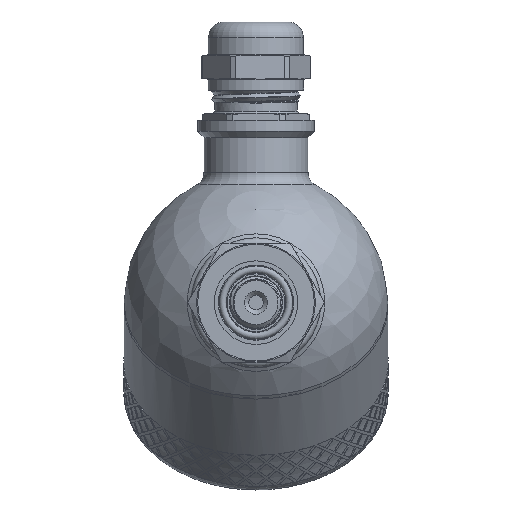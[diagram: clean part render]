
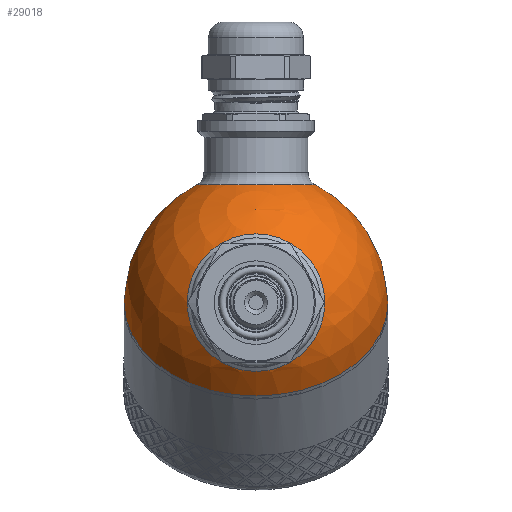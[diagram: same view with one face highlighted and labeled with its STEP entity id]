
A CAD part, left-side view. The second image highlights one B-rep face of the part: STEP entity #29018.
In plain terms, the highlighted spherical face has radius 30 mm.
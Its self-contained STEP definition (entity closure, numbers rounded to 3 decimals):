
#145=SPHERICAL_SURFACE('',#30837,30.);
#1226=FACE_BOUND('',#4243,.T.);
#1227=FACE_BOUND('',#4244,.T.);
#2385=FACE_OUTER_BOUND('',#4242,.T.);
#4242=EDGE_LOOP('',(#20975,#20976,#20977,#20978));
#4243=EDGE_LOOP('',(#20979));
#4244=EDGE_LOOP('',(#20980));
#5993=CIRCLE('',#30760,30.);
#5994=CIRCLE('',#30761,30.);
#6021=CIRCLE('',#30833,13.5);
#6024=CIRCLE('',#30838,30.);
#6025=CIRCLE('',#30839,15.643);
#11440=VERTEX_POINT('',#38761);
#11441=VERTEX_POINT('',#38763);
#11968=VERTEX_POINT('',#45527);
#11970=VERTEX_POINT('',#45534);
#11971=VERTEX_POINT('',#45536);
#14564=EDGE_CURVE('',#11440,#11441,#5993,.T.);
#14565=EDGE_CURVE('',#11441,#11440,#5994,.T.);
#15358=EDGE_CURVE('',#11968,#11968,#6021,.T.);
#15361=EDGE_CURVE('',#11441,#11970,#6024,.T.);
#15362=EDGE_CURVE('',#11971,#11971,#6025,.T.);
#20975=ORIENTED_EDGE('',*,*,#14565,.F.);
#20976=ORIENTED_EDGE('',*,*,#15361,.T.);
#20977=ORIENTED_EDGE('',*,*,#15361,.F.);
#20978=ORIENTED_EDGE('',*,*,#14564,.F.);
#20979=ORIENTED_EDGE('',*,*,#15362,.F.);
#20980=ORIENTED_EDGE('',*,*,#15358,.F.);
#29018=ADVANCED_FACE('',(#2385,#1226,#1227),#145,.T.);
#30760=AXIS2_PLACEMENT_3D('',#38764,#32413,#32414);
#30761=AXIS2_PLACEMENT_3D('',#38765,#32415,#32416);
#30833=AXIS2_PLACEMENT_3D('',#45528,#32837,#32838);
#30837=AXIS2_PLACEMENT_3D('',#45533,#32845,#32846);
#30838=AXIS2_PLACEMENT_3D('',#45535,#32847,#32848);
#30839=AXIS2_PLACEMENT_3D('',#45537,#32849,#32850);
#32413=DIRECTION('center_axis',(1.,0.,0.));
#32414=DIRECTION('ref_axis',(0.,1.,0.));
#32415=DIRECTION('center_axis',(1.,0.,0.));
#32416=DIRECTION('ref_axis',(0.,1.,0.));
#32837=DIRECTION('center_axis',(-0.707,0.,-0.707));
#32838=DIRECTION('ref_axis',(-0.707,0.,0.707));
#32845=DIRECTION('center_axis',(1.,0.,0.));
#32846=DIRECTION('ref_axis',(0.,-1.,0.));
#32847=DIRECTION('center_axis',(0.,0.,1.));
#32848=DIRECTION('ref_axis',(0.,1.,0.));
#32849=DIRECTION('center_axis',(-0.707,0.,0.707));
#32850=DIRECTION('ref_axis',(0.707,0.,0.707));
#38761=CARTESIAN_POINT('',(0.,-30.,0.));
#38763=CARTESIAN_POINT('',(0.,30.,0.));
#38764=CARTESIAN_POINT('Origin',(0.,0.,0.));
#38765=CARTESIAN_POINT('Origin',(0.,0.,0.));
#45527=CARTESIAN_POINT('',(-9.398,0.,-28.49));
#45528=CARTESIAN_POINT('Origin',(-18.944,0.,-18.944));
#45533=CARTESIAN_POINT('Origin',(0.,0.,0.));
#45534=CARTESIAN_POINT('',(-30.,0.,0.));
#45535=CARTESIAN_POINT('Origin',(0.,0.,0.));
#45536=CARTESIAN_POINT('',(-29.162,0.,7.04));
#45537=CARTESIAN_POINT('Origin',(-18.101,0.,18.101));
